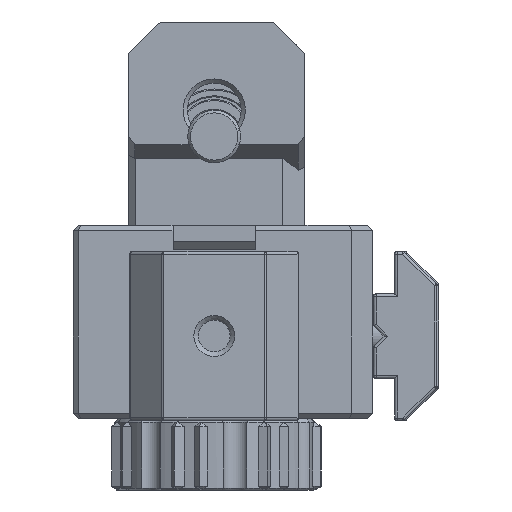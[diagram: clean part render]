
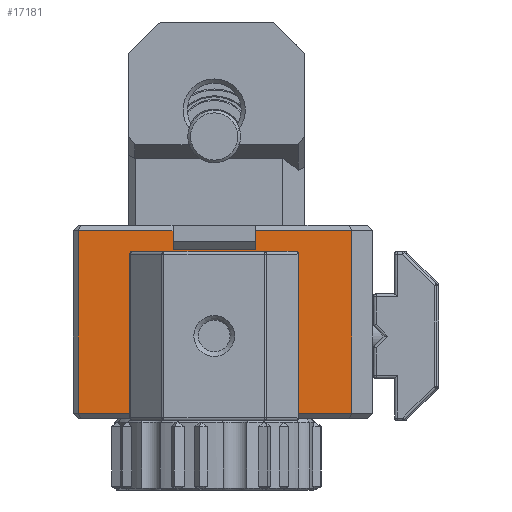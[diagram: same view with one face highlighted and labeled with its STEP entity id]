
A CAD part, left-side view. The second image highlights one B-rep face of the part: STEP entity #17181.
In plain terms, the highlighted planar face has unit normal (-1, 0, 0).
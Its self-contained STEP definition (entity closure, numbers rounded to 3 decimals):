
#940=FACE_BOUND('',#3517,.T.);
#1221=PLANE('',#18889);
#2453=FACE_OUTER_BOUND('',#3516,.T.);
#3516=EDGE_LOOP('',(#15022,#15023,#15024,#15025,#15026,#15027,#15028,#15029,
#15030,#15031));
#3517=EDGE_LOOP('',(#15032));
#4678=LINE('',#34639,#5946);
#4703=LINE('',#34689,#5971);
#4706=LINE('',#34695,#5974);
#4729=LINE('',#34993,#5997);
#4730=LINE('',#34996,#5998);
#4731=LINE('',#34998,#5999);
#4732=LINE('',#35000,#6000);
#4733=LINE('',#35002,#6001);
#4734=LINE('',#35004,#6002);
#4735=LINE('',#35005,#6003);
#5946=VECTOR('',#22749,10.);
#5971=VECTOR('',#22778,10.);
#5974=VECTOR('',#22785,10.);
#5997=VECTOR('',#22840,10.);
#5998=VECTOR('',#22843,10.);
#5999=VECTOR('',#22844,10.);
#6000=VECTOR('',#22845,10.);
#6001=VECTOR('',#22846,10.);
#6002=VECTOR('',#22847,10.);
#6003=VECTOR('',#22848,10.);
#6928=CIRCLE('',#18890,1.65);
#8234=VERTEX_POINT('',#34636);
#8235=VERTEX_POINT('',#34638);
#8257=VERTEX_POINT('',#34686);
#8258=VERTEX_POINT('',#34688);
#8259=VERTEX_POINT('',#34693);
#8286=VERTEX_POINT('',#34995);
#8287=VERTEX_POINT('',#34997);
#8288=VERTEX_POINT('',#34999);
#8289=VERTEX_POINT('',#35001);
#8290=VERTEX_POINT('',#35003);
#8291=VERTEX_POINT('',#35006);
#10519=EDGE_CURVE('',#8234,#8235,#4678,.T.);
#10544=EDGE_CURVE('',#8257,#8258,#4703,.F.);
#10547=EDGE_CURVE('',#8259,#8234,#4706,.F.);
#10582=EDGE_CURVE('',#8258,#8259,#4729,.F.);
#10583=EDGE_CURVE('',#8257,#8286,#4730,.T.);
#10584=EDGE_CURVE('',#8286,#8287,#4731,.T.);
#10585=EDGE_CURVE('',#8287,#8288,#4732,.T.);
#10586=EDGE_CURVE('',#8288,#8289,#4733,.T.);
#10587=EDGE_CURVE('',#8289,#8290,#4734,.T.);
#10588=EDGE_CURVE('',#8235,#8290,#4735,.T.);
#10589=EDGE_CURVE('',#8291,#8291,#6928,.T.);
#15022=ORIENTED_EDGE('',*,*,#10544,.F.);
#15023=ORIENTED_EDGE('',*,*,#10583,.T.);
#15024=ORIENTED_EDGE('',*,*,#10584,.T.);
#15025=ORIENTED_EDGE('',*,*,#10585,.T.);
#15026=ORIENTED_EDGE('',*,*,#10586,.T.);
#15027=ORIENTED_EDGE('',*,*,#10587,.T.);
#15028=ORIENTED_EDGE('',*,*,#10588,.F.);
#15029=ORIENTED_EDGE('',*,*,#10519,.F.);
#15030=ORIENTED_EDGE('',*,*,#10547,.F.);
#15031=ORIENTED_EDGE('',*,*,#10582,.F.);
#15032=ORIENTED_EDGE('',*,*,#10589,.F.);
#17181=ADVANCED_FACE('',(#2453,#940),#1221,.T.);
#18889=AXIS2_PLACEMENT_3D('',#34994,#22841,#22842);
#18890=AXIS2_PLACEMENT_3D('',#35007,#22849,#22850);
#22749=DIRECTION('',(0.,-1.,0.));
#22778=DIRECTION('',(0.,0.,1.));
#22785=DIRECTION('',(0.,0.,-1.));
#22840=DIRECTION('',(0.,1.,0.));
#22841=DIRECTION('center_axis',(-1.,0.,0.));
#22842=DIRECTION('ref_axis',(0.,-1.,0.));
#22843=DIRECTION('',(0.,1.,0.));
#22844=DIRECTION('',(0.,0.,-1.));
#22845=DIRECTION('',(0.,-1.,0.));
#22846=DIRECTION('',(0.,0.,1.));
#22847=DIRECTION('',(0.,1.,0.));
#22848=DIRECTION('',(0.,0.,-1.));
#22849=DIRECTION('center_axis',(-1.,0.,0.));
#22850=DIRECTION('ref_axis',(0.,1.,0.));
#34636=CARTESIAN_POINT('',(-174.398,314.848,-303.406));
#34638=CARTESIAN_POINT('',(-174.398,314.848,-303.406));
#34639=CARTESIAN_POINT('',(-174.398,318.748,-303.406));
#34686=CARTESIAN_POINT('',(-174.398,322.648,-303.906));
#34688=CARTESIAN_POINT('',(-174.398,322.648,-305.748));
#34689=CARTESIAN_POINT('',(-174.398,322.648,-311.293));
#34693=CARTESIAN_POINT('',(-174.398,314.848,-305.748));
#34695=CARTESIAN_POINT('',(-174.398,314.848,-311.293));
#34993=CARTESIAN_POINT('',(-174.398,319.793,-305.748));
#34994=CARTESIAN_POINT('Origin',(-174.398,320.838,-308.124));
#34995=CARTESIAN_POINT('',(-174.398,331.608,-303.906));
#34996=CARTESIAN_POINT('',(-174.398,312.293,-303.906));
#34997=CARTESIAN_POINT('',(-174.398,331.608,-321.205));
#34998=CARTESIAN_POINT('',(-174.398,331.608,-308.124));
#34999=CARTESIAN_POINT('',(-174.398,305.748,-321.205));
#35000=CARTESIAN_POINT('',(-174.398,325.73,-321.205));
#35001=CARTESIAN_POINT('',(-174.398,305.748,-303.906));
#35002=CARTESIAN_POINT('',(-174.398,305.748,-314.669));
#35003=CARTESIAN_POINT('',(-174.398,314.848,-303.906));
#35004=CARTESIAN_POINT('',(-174.398,312.293,-303.906));
#35005=CARTESIAN_POINT('',(-174.398,314.848,-306.003));
#35006=CARTESIAN_POINT('',(-174.398,317.098,-313.881));
#35007=CARTESIAN_POINT('Origin',(-174.398,318.748,-313.881));
